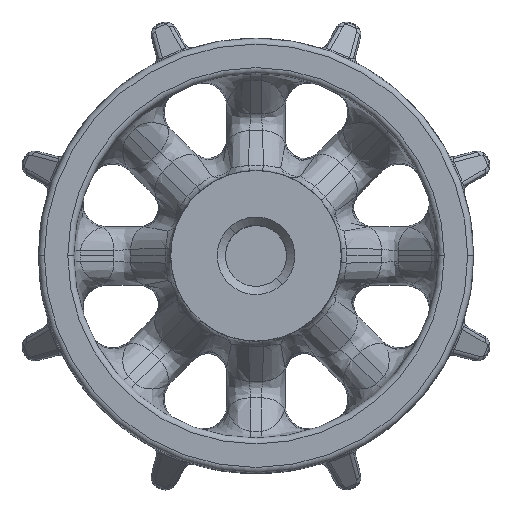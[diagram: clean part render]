
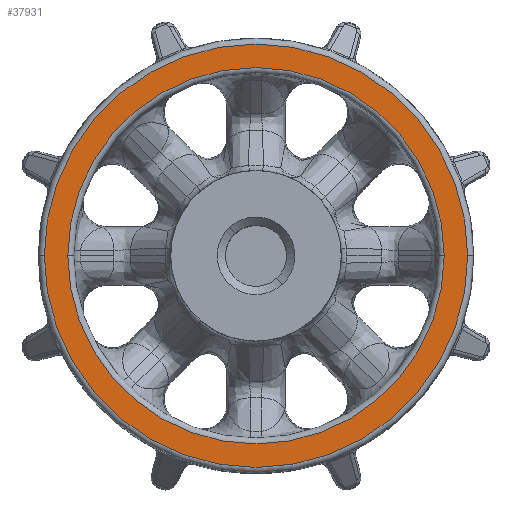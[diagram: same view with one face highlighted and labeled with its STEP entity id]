
A CAD part, top view. The second image highlights one B-rep face of the part: STEP entity #37931.
In plain terms, the highlighted planar face has unit normal (0, 0, 1).
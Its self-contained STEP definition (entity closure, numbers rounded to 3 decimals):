
#633 = CARTESIAN_POINT ( 'NONE',  ( 0., 0., 11. ) ) ;
#1050 = VERTEX_POINT ( 'NONE', #10237 ) ;
#1335 = ORIENTED_EDGE ( 'NONE', *, *, #14968, .F. ) ;
#3687 = CARTESIAN_POINT ( 'NONE',  ( 0., 0., 11. ) ) ;
#5149 = CIRCLE ( 'NONE', #15416, 16. ) ;
#6044 = DIRECTION ( 'NONE',  ( -1., 0., 0. ) ) ;
#6642 = DIRECTION ( 'NONE',  ( 0., 0., -1. ) ) ;
#6688 = DIRECTION ( 'NONE',  ( 0., 0., 1. ) ) ;
#7579 = CARTESIAN_POINT ( 'NONE',  ( 0., 0., 11. ) ) ;
#7917 = ORIENTED_EDGE ( 'NONE', *, *, #36984, .F. ) ;
#8724 = AXIS2_PLACEMENT_3D ( 'NONE', #3687, #6688, #16730 ) ;
#9429 = CIRCLE ( 'NONE', #8724, 16. ) ;
#9861 = CARTESIAN_POINT ( 'NONE',  ( 0., 0., 11. ) ) ;
#10237 = CARTESIAN_POINT ( 'NONE',  ( 18., 0., 11. ) ) ;
#10250 = PLANE ( 'NONE',  #16983 ) ;
#10893 = CIRCLE ( 'NONE', #19790, 18. ) ;
#14968 = EDGE_CURVE ( 'NONE', #1050, #38985, #10893, .T. ) ;
#15416 = AXIS2_PLACEMENT_3D ( 'NONE', #633, #22855, #33031 ) ;
#16730 = DIRECTION ( 'NONE',  ( -0.161, -0.987, 0. ) ) ;
#16983 = AXIS2_PLACEMENT_3D ( 'NONE', #29439, #6642, #26673 ) ;
#18034 = EDGE_LOOP ( 'NONE', ( #34014, #1335 ) ) ;
#18176 = CARTESIAN_POINT ( 'NONE',  ( -18., 0., 11. ) ) ;
#19790 = AXIS2_PLACEMENT_3D ( 'NONE', #9861, #22900, #6044 ) ;
#20287 = EDGE_LOOP ( 'NONE', ( #7917, #24489 ) ) ;
#20962 = EDGE_CURVE ( 'NONE', #38985, #1050, #40199, .T. ) ;
#21889 = AXIS2_PLACEMENT_3D ( 'NONE', #7579, #23810, #24443 ) ;
#22194 = CARTESIAN_POINT ( 'NONE',  ( -16., 0., 11. ) ) ;
#22855 = DIRECTION ( 'NONE',  ( 0., 0., 1. ) ) ;
#22900 = DIRECTION ( 'NONE',  ( 0., 0., -1. ) ) ;
#23810 = DIRECTION ( 'NONE',  ( 0., 0., -1. ) ) ;
#24443 = DIRECTION ( 'NONE',  ( -1., 0., 0. ) ) ;
#24489 = ORIENTED_EDGE ( 'NONE', *, *, #30164, .F. ) ;
#26673 = DIRECTION ( 'NONE',  ( 0., -1., 0. ) ) ;
#29439 = CARTESIAN_POINT ( 'NONE',  ( 0., 0., 11. ) ) ;
#30164 = EDGE_CURVE ( 'NONE', #30588, #33278, #5149, .T. ) ;
#30588 = VERTEX_POINT ( 'NONE', #35609 ) ;
#33031 = DIRECTION ( 'NONE',  ( -0.161, -0.987, 0. ) ) ;
#33048 = FACE_OUTER_BOUND ( 'NONE', #18034, .T. ) ;
#33278 = VERTEX_POINT ( 'NONE', #22194 ) ;
#34014 = ORIENTED_EDGE ( 'NONE', *, *, #20962, .F. ) ;
#35609 = CARTESIAN_POINT ( 'NONE',  ( 16., 0., 11. ) ) ;
#36984 = EDGE_CURVE ( 'NONE', #33278, #30588, #9429, .T. ) ;
#37931 = ADVANCED_FACE ( 'NONE', ( #39422, #33048 ), #10250, .F. ) ;
#38985 = VERTEX_POINT ( 'NONE', #18176 ) ;
#39422 = FACE_BOUND ( 'NONE', #20287, .T. ) ;
#40199 = CIRCLE ( 'NONE', #21889, 18. ) ;
